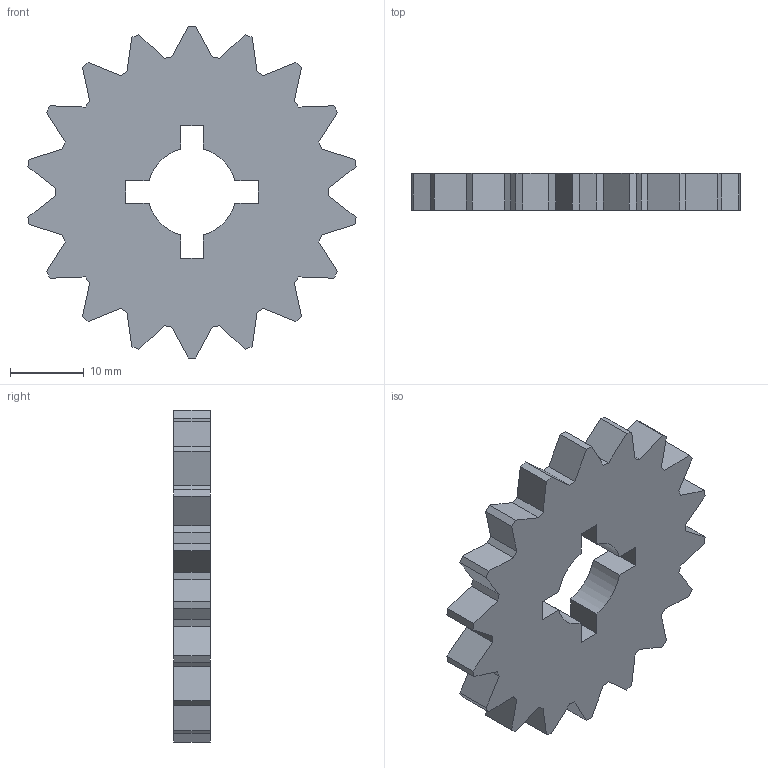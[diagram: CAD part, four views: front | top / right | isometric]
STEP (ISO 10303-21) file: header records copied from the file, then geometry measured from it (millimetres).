
FILE_DESCRIPTION((''),'2;1');
FILE_NAME('SECONDARY_GEAR_A','2020-08-16T19:21:29',('Connor Marshall'),(''),'CREO PARAMETRIC BY PTC INC, 2019471','CREO PARAMETRIC BY PTC INC, 2019471','');
FILE_SCHEMA(('CONFIG_CONTROL_DESIGN'));
Length unit declared in the file: millimetre
Products named in the file (1): SECONDARY_GEAR_A
Bounding box: 44.49 x 5 x 45 mm (x, y, z)
Volume: 5780.1 mm3; surface area: 3661.7 mm2
Topology: 1 solids, 1 shells, 90 faces, 264 edges, 176 vertices
Faces by surface type: plane 86, cylinder 4
Entity records: 2978 total; most frequent: CARTESIAN_POINT 530, ORIENTED_EDGE 528, DIRECTION 452, EDGE_CURVE 264, VECTOR 256, LINE 256, VERTEX_POINT 176, AXIS2_PLACEMENT_3D 98
